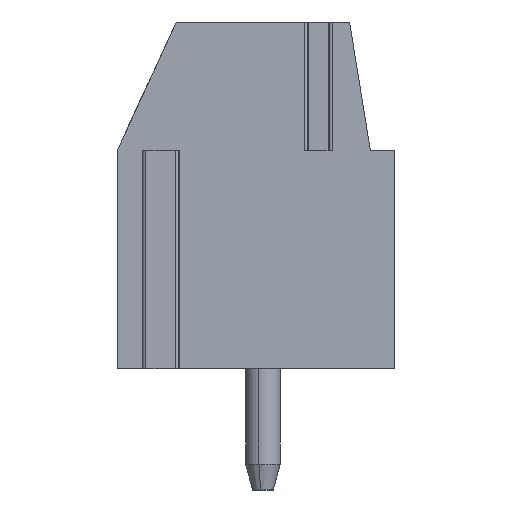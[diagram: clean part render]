
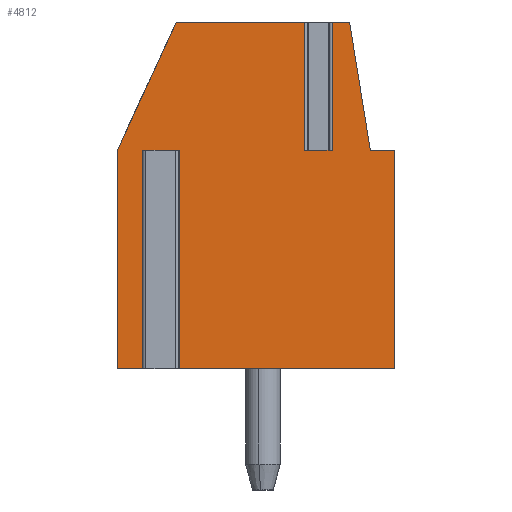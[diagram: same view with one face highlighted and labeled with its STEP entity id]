
A CAD part, left-side view. The second image highlights one B-rep face of the part: STEP entity #4812.
In plain terms, the highlighted planar face has unit normal (-1, 0, 0).
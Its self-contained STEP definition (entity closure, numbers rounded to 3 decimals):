
#4774=AXIS2_PLACEMENT_3D('Plane Axis2P3D',#4771,#4772,#4773) ;
#226=CARTESIAN_POINT('Line Origine',(0.5,1.,11.65)) ;
#230=CARTESIAN_POINT('Vertex',(0.5,1.3,13.5)) ;
#232=CARTESIAN_POINT('Vertex',(0.5,0.7,9.8)) ;
#266=CARTESIAN_POINT('Line Origine',(0.5,0.35,9.8)) ;
#270=CARTESIAN_POINT('Vertex',(0.5,0.,9.8)) ;
#297=CARTESIAN_POINT('Line Origine',(0.5,7.15,11.65)) ;
#301=CARTESIAN_POINT('Vertex',(0.5,6.3,13.5)) ;
#303=CARTESIAN_POINT('Vertex',(0.5,8.,9.8)) ;
#1078=CARTESIAN_POINT('Line Origine',(0.5,0.,6.65)) ;
#1082=CARTESIAN_POINT('Vertex',(0.5,0.,3.5)) ;
#1558=CARTESIAN_POINT('Line Origine',(0.5,8.,6.65)) ;
#1562=CARTESIAN_POINT('Vertex',(0.5,8.,3.5)) ;
#1926=CARTESIAN_POINT('Line Origine',(0.5,4.447,13.5)) ;
#1930=CARTESIAN_POINT('Vertex',(0.5,2.594,13.5)) ;
#1979=CARTESIAN_POINT('Vertex',(0.5,1.806,13.5)) ;
#1982=CARTESIAN_POINT('Line Origine',(0.5,1.553,13.5)) ;
#2381=CARTESIAN_POINT('Line Origine',(0.5,3.218,3.5)) ;
#2385=CARTESIAN_POINT('Vertex',(0.5,6.435,3.5)) ;
#2420=CARTESIAN_POINT('Vertex',(0.5,7.065,3.5)) ;
#2423=CARTESIAN_POINT('Line Origine',(0.5,7.533,3.5)) ;
#4409=CARTESIAN_POINT('Vertex',(0.5,6.435,9.8)) ;
#4419=CARTESIAN_POINT('Line Origine',(0.5,6.435,6.65)) ;
#4431=CARTESIAN_POINT('Line Origine',(0.5,6.75,9.8)) ;
#4435=CARTESIAN_POINT('Vertex',(0.5,7.065,9.8)) ;
#4529=CARTESIAN_POINT('Line Origine',(0.5,7.065,6.65)) ;
#4771=CARTESIAN_POINT('Axis2P3D Location',(0.5,6.241,14.3)) ;
#4776=CARTESIAN_POINT('Line Origine',(0.5,1.806,11.65)) ;
#4780=CARTESIAN_POINT('Vertex',(0.5,1.806,9.8)) ;
#4783=CARTESIAN_POINT('Line Origine',(0.5,2.2,9.8)) ;
#4787=CARTESIAN_POINT('Vertex',(0.5,2.594,9.8)) ;
#4790=CARTESIAN_POINT('Line Origine',(0.5,2.594,11.65)) ;
#227=DIRECTION('Vector Direction',(0.,-0.16,-0.987)) ;
#267=DIRECTION('Vector Direction',(0.,-1.,0.)) ;
#298=DIRECTION('Vector Direction',(0.,0.418,-0.909)) ;
#1079=DIRECTION('Vector Direction',(0.,0.,-1.)) ;
#1559=DIRECTION('Vector Direction',(0.,0.,1.)) ;
#1927=DIRECTION('Vector Direction',(0.,-1.,0.)) ;
#1983=DIRECTION('Vector Direction',(0.,-1.,0.)) ;
#2382=DIRECTION('Vector Direction',(0.,1.,0.)) ;
#2424=DIRECTION('Vector Direction',(0.,1.,0.)) ;
#4420=DIRECTION('Vector Direction',(0.,0.,1.)) ;
#4432=DIRECTION('Vector Direction',(0.,1.,0.)) ;
#4530=DIRECTION('Vector Direction',(0.,0.,1.)) ;
#4772=DIRECTION('Axis2P3D Direction',(1.,0.,0.)) ;
#4773=DIRECTION('Axis2P3D XDirection',(0.,0.,1.)) ;
#4777=DIRECTION('Vector Direction',(0.,0.,1.)) ;
#4784=DIRECTION('Vector Direction',(0.,1.,0.)) ;
#4791=DIRECTION('Vector Direction',(0.,0.,1.)) ;
#228=VECTOR('Line Direction',#227,1.) ;
#268=VECTOR('Line Direction',#267,1.) ;
#299=VECTOR('Line Direction',#298,1.) ;
#1080=VECTOR('Line Direction',#1079,1.) ;
#1560=VECTOR('Line Direction',#1559,1.) ;
#1928=VECTOR('Line Direction',#1927,1.) ;
#1984=VECTOR('Line Direction',#1983,1.) ;
#2383=VECTOR('Line Direction',#2382,1.) ;
#2425=VECTOR('Line Direction',#2424,1.) ;
#4421=VECTOR('Line Direction',#4420,1.) ;
#4433=VECTOR('Line Direction',#4432,1.) ;
#4531=VECTOR('Line Direction',#4530,1.) ;
#4778=VECTOR('Line Direction',#4777,1.) ;
#4785=VECTOR('Line Direction',#4784,1.) ;
#4792=VECTOR('Line Direction',#4791,1.) ;
#4796=ORIENTED_EDGE('',*,*,#4782,.F.) ;
#4797=ORIENTED_EDGE('',*,*,#4789,.T.) ;
#4798=ORIENTED_EDGE('',*,*,#4794,.T.) ;
#4799=ORIENTED_EDGE('',*,*,#1932,.F.) ;
#4800=ORIENTED_EDGE('',*,*,#305,.T.) ;
#4801=ORIENTED_EDGE('',*,*,#1564,.F.) ;
#4802=ORIENTED_EDGE('',*,*,#2427,.F.) ;
#4803=ORIENTED_EDGE('',*,*,#4533,.T.) ;
#4804=ORIENTED_EDGE('',*,*,#4437,.T.) ;
#4805=ORIENTED_EDGE('',*,*,#4423,.F.) ;
#4806=ORIENTED_EDGE('',*,*,#2387,.F.) ;
#4807=ORIENTED_EDGE('',*,*,#1084,.F.) ;
#4808=ORIENTED_EDGE('',*,*,#272,.F.) ;
#4809=ORIENTED_EDGE('',*,*,#234,.F.) ;
#4810=ORIENTED_EDGE('',*,*,#1986,.F.) ;
#4812=ADVANCED_FACE('PartBody',(#4811),#4775,.F.) ;
#234=EDGE_CURVE('',#231,#233,#229,.T.) ;
#272=EDGE_CURVE('',#233,#271,#269,.T.) ;
#305=EDGE_CURVE('',#302,#304,#300,.T.) ;
#1084=EDGE_CURVE('',#271,#1083,#1081,.T.) ;
#1564=EDGE_CURVE('',#1563,#304,#1561,.T.) ;
#1932=EDGE_CURVE('',#302,#1931,#1929,.T.) ;
#1986=EDGE_CURVE('',#1980,#231,#1985,.T.) ;
#2387=EDGE_CURVE('',#1083,#2386,#2384,.T.) ;
#2427=EDGE_CURVE('',#2421,#1563,#2426,.T.) ;
#4423=EDGE_CURVE('',#2386,#4410,#4422,.T.) ;
#4437=EDGE_CURVE('',#4436,#4410,#4434,.F.) ;
#4533=EDGE_CURVE('',#2421,#4436,#4532,.T.) ;
#4782=EDGE_CURVE('',#4781,#1980,#4779,.T.) ;
#4789=EDGE_CURVE('',#4781,#4788,#4786,.T.) ;
#4794=EDGE_CURVE('',#4788,#1931,#4793,.T.) ;
#4795=EDGE_LOOP('',(#4796,#4797,#4798,#4799,#4800,#4801,#4802,#4803,#4804,#4805,#4806,#4807,#4808,#4809,#4810)) ;
#4811=FACE_OUTER_BOUND('',#4795,.T.) ;
#229=LINE('Line',#226,#228) ;
#269=LINE('Line',#266,#268) ;
#300=LINE('Line',#297,#299) ;
#1081=LINE('Line',#1078,#1080) ;
#1561=LINE('Line',#1558,#1560) ;
#1929=LINE('Line',#1926,#1928) ;
#1985=LINE('Line',#1982,#1984) ;
#2384=LINE('Line',#2381,#2383) ;
#2426=LINE('Line',#2423,#2425) ;
#4422=LINE('Line',#4419,#4421) ;
#4434=LINE('Line',#4431,#4433) ;
#4532=LINE('Line',#4529,#4531) ;
#4779=LINE('Line',#4776,#4778) ;
#4786=LINE('Line',#4783,#4785) ;
#4793=LINE('Line',#4790,#4792) ;
#4775=PLANE('',#4774) ;
#231=VERTEX_POINT('',#230) ;
#233=VERTEX_POINT('',#232) ;
#271=VERTEX_POINT('',#270) ;
#302=VERTEX_POINT('',#301) ;
#304=VERTEX_POINT('',#303) ;
#1083=VERTEX_POINT('',#1082) ;
#1563=VERTEX_POINT('',#1562) ;
#1931=VERTEX_POINT('',#1930) ;
#1980=VERTEX_POINT('',#1979) ;
#2386=VERTEX_POINT('',#2385) ;
#2421=VERTEX_POINT('',#2420) ;
#4410=VERTEX_POINT('',#4409) ;
#4436=VERTEX_POINT('',#4435) ;
#4781=VERTEX_POINT('',#4780) ;
#4788=VERTEX_POINT('',#4787) ;
